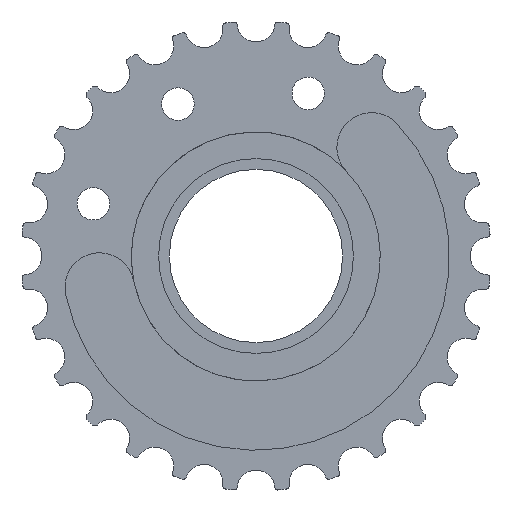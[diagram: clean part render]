
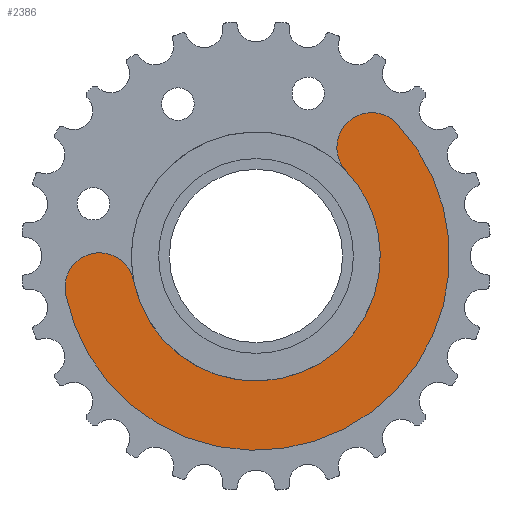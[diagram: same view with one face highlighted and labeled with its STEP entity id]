
A CAD part, left-side view. The second image highlights one B-rep face of the part: STEP entity #2386.
In plain terms, the highlighted planar face has unit normal (-1, 0, 0).
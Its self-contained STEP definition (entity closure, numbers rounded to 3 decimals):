
#33=PLANE('',#2668);
#50=FACE_OUTER_BOUND('',#188,.T.);
#188=EDGE_LOOP('',(#1637,#1638,#1639,#1640,#1641));
#703=CIRCLE('',#2661,17.9);
#705=CIRCLE('',#2664,3.2);
#707=CIRCLE('',#2667,3.2);
#708=CIRCLE('',#2669,11.5);
#709=CIRCLE('',#2670,11.5);
#962=VERTEX_POINT('',#4110);
#963=VERTEX_POINT('',#4112);
#965=VERTEX_POINT('',#4118);
#967=VERTEX_POINT('',#4124);
#968=VERTEX_POINT('',#4128);
#1227=EDGE_CURVE('',#963,#962,#703,.T.);
#1230=EDGE_CURVE('',#965,#963,#705,.T.);
#1234=EDGE_CURVE('',#962,#967,#707,.T.);
#1235=EDGE_CURVE('',#968,#967,#708,.T.);
#1236=EDGE_CURVE('',#965,#968,#709,.T.);
#1637=ORIENTED_EDGE('',*,*,#1230,.T.);
#1638=ORIENTED_EDGE('',*,*,#1227,.T.);
#1639=ORIENTED_EDGE('',*,*,#1234,.T.);
#1640=ORIENTED_EDGE('',*,*,#1235,.F.);
#1641=ORIENTED_EDGE('',*,*,#1236,.F.);
#2386=ADVANCED_FACE('',(#50),#33,.T.);
#2661=AXIS2_PLACEMENT_3D('',#4113,#3203,#3204);
#2664=AXIS2_PLACEMENT_3D('',#4119,#3210,#3211);
#2667=AXIS2_PLACEMENT_3D('',#4126,#3218,#3219);
#2668=AXIS2_PLACEMENT_3D('',#4127,#3220,#3221);
#2669=AXIS2_PLACEMENT_3D('',#4129,#3222,#3223);
#2670=AXIS2_PLACEMENT_3D('',#4130,#3224,#3225);
#3203=DIRECTION('center_axis',(-1.,0.,0.));
#3204=DIRECTION('ref_axis',(0.,0.981,-0.194));
#3210=DIRECTION('center_axis',(-1.,0.,0.));
#3211=DIRECTION('ref_axis',(0.,-0.981,0.194));
#3218=DIRECTION('center_axis',(-1.,0.,0.));
#3219=DIRECTION('ref_axis',(0.,-0.727,0.687));
#3220=DIRECTION('center_axis',(-1.,0.,0.));
#3221=DIRECTION('ref_axis',(0.,0.,-1.));
#3222=DIRECTION('center_axis',(-1.,0.,0.));
#3223=DIRECTION('ref_axis',(0.,0.981,-0.194));
#3224=DIRECTION('center_axis',(-1.,0.,0.));
#3225=DIRECTION('ref_axis',(0.,0.981,-0.194));
#4110=CARTESIAN_POINT('',(5.,-12.993,12.243));
#4112=CARTESIAN_POINT('',(5.,17.581,-3.519));
#4113=CARTESIAN_POINT('Origin',(5.,0.021,-0.048));
#4118=CARTESIAN_POINT('',(5.,11.302,-2.278));
#4119=CARTESIAN_POINT('Origin',(5.,14.442,-2.899));
#4124=CARTESIAN_POINT('',(5.,-8.34,7.849));
#4126=CARTESIAN_POINT('Origin',(5.,-10.666,10.046));
#4127=CARTESIAN_POINT('Origin',(5.,-0.119,-2.351));
#4128=CARTESIAN_POINT('',(5.,-11.261,2.183));
#4129=CARTESIAN_POINT('Origin',(5.,0.021,-0.048));
#4130=CARTESIAN_POINT('Origin',(5.,0.021,-0.048));
